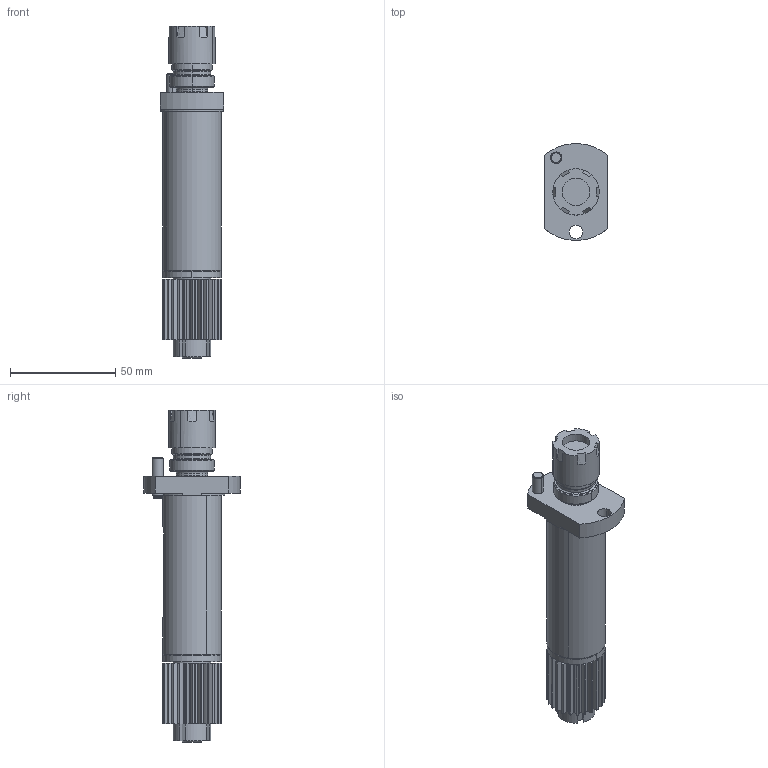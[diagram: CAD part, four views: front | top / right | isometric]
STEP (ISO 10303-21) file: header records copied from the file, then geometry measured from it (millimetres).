
FILE_DESCRIPTION(/* description */ (''),/* implementation_level */ '2;1');
FILE_NAME(/* name */ '10731161.stp',/* time_stamp */ '2019-10-23T13:17:21+02:00',/* author */ (''),/* organization */ (''),/* preprocessor_version */ 'ST-DEVELOPER v16.7',/* originating_system */ 'SIEMENS PLM Software NX 12.0',/* authorisation */ '');
FILE_SCHEMA (('AUTOMOTIVE_DESIGN { 1 0 10303 214 3 1 1 1 }'));
Length unit declared in the file: millimetre
Products named in the file (1): 988515-01_02-Bohrspindel rot vst ER16
Bounding box: 30 x 45.86 x 157.6 mm (x, y, z)
Volume: 85967.6 mm3; surface area: 19315.9 mm2
Topology: 1 solids, 1 shells, 298 faces, 821 edges, 537 vertices
Faces by surface type: cylinder 215, plane 53, cone 18, torus 10, sphere 2
Full cylindrical faces by diameter (mm): 13.141 x1
Entity records: 12124 total; most frequent: CARTESIAN_POINT 1994, DIRECTION 1888, ORIENTED_EDGE 1634, EDGE_CURVE 817, AXIS2_PLACEMENT_3D 778, VERTEX_POINT 536, CIRCLE 477, LINE 332
